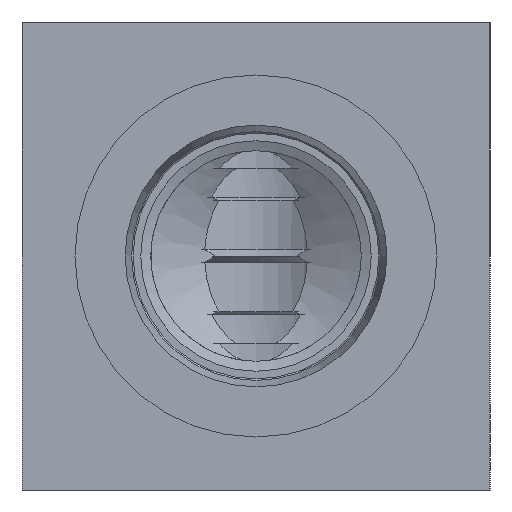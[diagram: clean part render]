
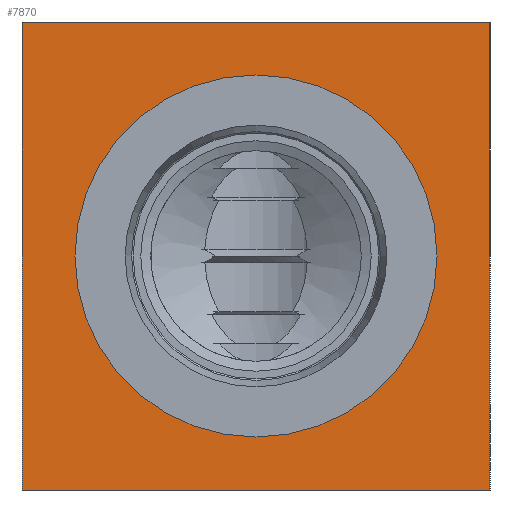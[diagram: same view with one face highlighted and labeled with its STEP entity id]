
A CAD part, left-side view. The second image highlights one B-rep face of the part: STEP entity #7870.
In plain terms, the highlighted planar face has unit normal (-1, 0, 0).
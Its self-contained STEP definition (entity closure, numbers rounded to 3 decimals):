
#218=CIRCLE('',#8311,24.562);
#219=CIRCLE('',#8312,24.562);
#266=FACE_BOUND('',#1432,.T.);
#996=FACE_OUTER_BOUND('',#1431,.T.);
#1431=EDGE_LOOP('',(#6903,#6904,#6905,#6906));
#1432=EDGE_LOOP('',(#6907,#6908));
#1737=LINE('',#11942,#2460);
#2162=LINE('',#13671,#2885);
#2163=LINE('',#13672,#2886);
#2164=LINE('',#13673,#2887);
#2460=VECTOR('',#8781,10.);
#2885=VECTOR('',#9920,10.);
#2886=VECTOR('',#9921,10.);
#2887=VECTOR('',#9922,10.);
#3195=VERTEX_POINT('',#11935);
#3198=VERTEX_POINT('',#11940);
#3616=VERTEX_POINT('',#13640);
#3617=VERTEX_POINT('',#13641);
#3626=VERTEX_POINT('',#13669);
#3627=VERTEX_POINT('',#13670);
#4086=EDGE_CURVE('',#3198,#3195,#1737,.T.);
#4712=EDGE_CURVE('',#3616,#3617,#218,.T.);
#4713=EDGE_CURVE('',#3617,#3616,#219,.T.);
#4726=EDGE_CURVE('',#3626,#3627,#2162,.T.);
#4727=EDGE_CURVE('',#3627,#3195,#2163,.T.);
#4728=EDGE_CURVE('',#3626,#3198,#2164,.T.);
#6903=ORIENTED_EDGE('',*,*,#4726,.T.);
#6904=ORIENTED_EDGE('',*,*,#4727,.T.);
#6905=ORIENTED_EDGE('',*,*,#4086,.F.);
#6906=ORIENTED_EDGE('',*,*,#4728,.F.);
#6907=ORIENTED_EDGE('',*,*,#4712,.T.);
#6908=ORIENTED_EDGE('',*,*,#4713,.T.);
#7171=PLANE('',#8325);
#7870=ADVANCED_FACE('',(#996,#266),#7171,.T.);
#8311=AXIS2_PLACEMENT_3D('',#13642,#9886,#9887);
#8312=AXIS2_PLACEMENT_3D('',#13643,#9888,#9889);
#8325=AXIS2_PLACEMENT_3D('',#13668,#9918,#9919);
#8781=DIRECTION('',(0.,-1.,0.));
#9886=DIRECTION('center_axis',(1.,0.,0.));
#9887=DIRECTION('ref_axis',(0.,0.,1.));
#9888=DIRECTION('center_axis',(1.,0.,0.));
#9889=DIRECTION('ref_axis',(0.,0.,1.));
#9918=DIRECTION('center_axis',(-1.,0.,0.));
#9919=DIRECTION('ref_axis',(0.,-1.,0.));
#9920=DIRECTION('',(0.,-1.,0.));
#9921=DIRECTION('',(0.,0.,1.));
#9922=DIRECTION('',(0.,0.,1.));
#11935=CARTESIAN_POINT('',(0.,0.,63.5));
#11940=CARTESIAN_POINT('',(0.,63.5,63.5));
#11942=CARTESIAN_POINT('',(0.,63.5,63.5));
#13640=CARTESIAN_POINT('',(0.,31.75,56.312));
#13641=CARTESIAN_POINT('',(0.,31.75,7.188));
#13642=CARTESIAN_POINT('Origin',(0.,31.75,31.75));
#13643=CARTESIAN_POINT('Origin',(0.,31.75,31.75));
#13668=CARTESIAN_POINT('Origin',(0.,63.5,0.));
#13669=CARTESIAN_POINT('',(0.,63.5,0.));
#13670=CARTESIAN_POINT('',(0.,0.,0.));
#13671=CARTESIAN_POINT('',(0.,63.5,0.));
#13672=CARTESIAN_POINT('',(0.,0.,0.));
#13673=CARTESIAN_POINT('',(0.,63.5,0.));
